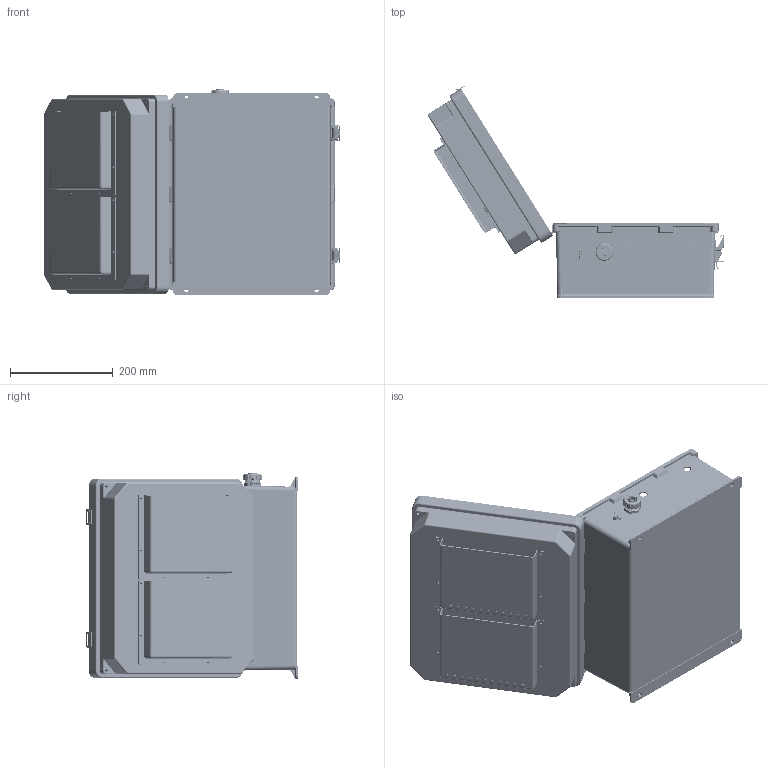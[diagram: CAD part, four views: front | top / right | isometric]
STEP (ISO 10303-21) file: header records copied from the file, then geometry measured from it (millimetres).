
FILE_DESCRIPTION (( 'STEP AP214' ), '1' );
FILE_NAME ('NB141207-10V_3D.step', '2025-10-28T17:10:47', ( '' ), ( '' ), 'SwSTEP 2.0', 'SolidWorks 2025', '' );
FILE_SCHEMA (( 'AUTOMOTIVE_DESIGN' ));
Length unit declared in the file: inch
Products named in the file (33): Assem4^NB141207-10V; NB141207-Lid-Vented; XCTB-0002; XFW-0002; Assem3^NB141207-10V; XFN-0002; Fan Screen-120x120 ALUM; XC-0003; XCT-0011; XM220-01-UL; XFS-0017; XMH-0010; Assem1^NB141207-10V; XFN-0003; NB141207-DoorClasp-1; XF451-01; NEMA GroundWire-2; NB141207-10V_3D; NB141207-1HFS-MA2; 10-32 NEMA PLATE SCREW; XCT-0005; Assem2^NB141207-10V; XMH-0007; NB141207-Hinge; NB141207-1HFS-MA1; NB181608-1HF-MA11; XFS-0026; NB141207-Box; NB141207-DoorClasp-2; XFN-0013; XCT-0010; NB181608-1HF-MA13; XF797-02
Assembly tree (63 placements, depth 3):
  NB141207-10V_3D
    NB141207-Box
    NB141207-Hinge  x2
    NB141207-DoorClasp-2  x2
    XC-0003
    XCT-0005
    XFN-0003  x2
    XFW-0002
    XF451-01
    XMH-0007  x4
    10-32 NEMA PLATE SCREW  x4
    XCTB-0002
    XFN-0013  x2
    XF797-02
    XFS-0017  x5
    XMH-0010  x2
    Assem4^NB141207-10V
      XCT-0011  x2
      NB181608-1HF-MA13
    Assem3^NB141207-10V
      XCT-0011
      NB141207-1HFS-MA2
    Assem1^NB141207-10V
      XCT-0011  x2
      NB181608-1HF-MA11
    Assem2^NB141207-10V
      XCT-0011
      NB141207-1HFS-MA1
    XCT-0011
    NEMA GroundWire-2
    XCT-0010
    XFS-0026
    NB141207-Lid-Vented
    NB141207-DoorClasp-1  x2
    XM220-01-UL  x2
    XFN-0002  x8
    Fan Screen-120x120 ALUM  x2
Bounding box: 578.07 x 413.05 x 402.37 mm (x, y, z)
Volume: 2440078.3 mm3; surface area: 1617036.8 mm2
Topology: 65 solids, 66 shells, 6715 faces, 17527 edges, 10951 vertices
Faces by surface type: cylinder 2868, plane 2058, cone 1207, torus 358, bspline 196, sphere 28
Entity records: 136531 total; most frequent: CARTESIAN_POINT 42135, ORIENTED_EDGE 19622, DIRECTION 19382, EDGE_CURVE 9811, AXIS2_PLACEMENT_3D 7338, VERTEX_POINT 6137, VECTOR 4706, LINE 4706
